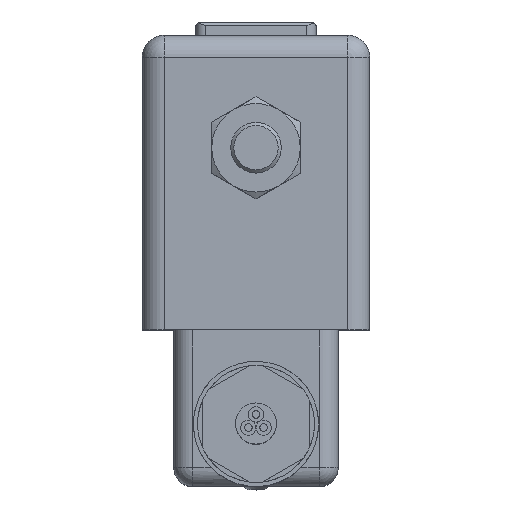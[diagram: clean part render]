
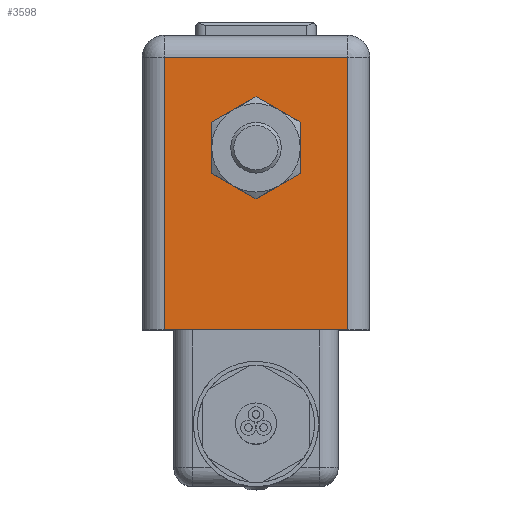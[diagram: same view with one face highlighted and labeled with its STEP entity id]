
A CAD part, top view. The second image highlights one B-rep face of the part: STEP entity #3598.
In plain terms, the highlighted planar face has unit normal (0, 0, 1).
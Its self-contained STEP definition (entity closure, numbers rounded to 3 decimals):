
#210=FACE_BOUND('',#746,.T.);
#488=FACE_OUTER_BOUND('',#745,.T.);
#745=EDGE_LOOP('',(#2410,#2411,#2412,#2413));
#746=EDGE_LOOP('',(#2414,#2415,#2416,#2417,#2418,#2419));
#1012=LINE('',#5427,#1217);
#1013=LINE('',#5429,#1218);
#1014=LINE('',#5431,#1219);
#1015=LINE('',#5432,#1220);
#1016=LINE('',#5435,#1221);
#1017=LINE('',#5437,#1222);
#1018=LINE('',#5439,#1223);
#1019=LINE('',#5441,#1224);
#1020=LINE('',#5443,#1225);
#1021=LINE('',#5444,#1226);
#1217=VECTOR('',#4334,43.1);
#1218=VECTOR('',#4335,29.);
#1219=VECTOR('',#4336,43.1);
#1220=VECTOR('',#4337,29.);
#1221=VECTOR('',#4338,8.083);
#1222=VECTOR('',#4339,8.083);
#1223=VECTOR('',#4340,8.083);
#1224=VECTOR('',#4341,8.083);
#1225=VECTOR('',#4342,8.083);
#1226=VECTOR('',#4343,8.083);
#1513=VERTEX_POINT('',#5425);
#1514=VERTEX_POINT('',#5426);
#1515=VERTEX_POINT('',#5428);
#1516=VERTEX_POINT('',#5430);
#1517=VERTEX_POINT('',#5433);
#1518=VERTEX_POINT('',#5434);
#1519=VERTEX_POINT('',#5436);
#1520=VERTEX_POINT('',#5438);
#1521=VERTEX_POINT('',#5440);
#1522=VERTEX_POINT('',#5442);
#1853=EDGE_CURVE('',#1513,#1514,#1012,.T.);
#1854=EDGE_CURVE('',#1513,#1515,#1013,.T.);
#1855=EDGE_CURVE('',#1516,#1515,#1014,.T.);
#1856=EDGE_CURVE('',#1514,#1516,#1015,.T.);
#1857=EDGE_CURVE('',#1517,#1518,#1016,.T.);
#1858=EDGE_CURVE('',#1519,#1517,#1017,.T.);
#1859=EDGE_CURVE('',#1520,#1519,#1018,.T.);
#1860=EDGE_CURVE('',#1521,#1520,#1019,.T.);
#1861=EDGE_CURVE('',#1522,#1521,#1020,.T.);
#1862=EDGE_CURVE('',#1518,#1522,#1021,.T.);
#2410=ORIENTED_EDGE('',*,*,#1853,.F.);
#2411=ORIENTED_EDGE('',*,*,#1854,.T.);
#2412=ORIENTED_EDGE('',*,*,#1855,.F.);
#2413=ORIENTED_EDGE('',*,*,#1856,.F.);
#2414=ORIENTED_EDGE('',*,*,#1857,.F.);
#2415=ORIENTED_EDGE('',*,*,#1858,.F.);
#2416=ORIENTED_EDGE('',*,*,#1859,.F.);
#2417=ORIENTED_EDGE('',*,*,#1860,.F.);
#2418=ORIENTED_EDGE('',*,*,#1861,.F.);
#2419=ORIENTED_EDGE('',*,*,#1862,.F.);
#3495=PLANE('',#3861);
#3598=ADVANCED_FACE('',(#488,#210),#3495,.T.);
#3861=AXIS2_PLACEMENT_3D('',#5424,#4332,#4333);
#4332=DIRECTION('center_axis',(0.,0.,1.));
#4333=DIRECTION('ref_axis',(1.,0.,0.));
#4334=DIRECTION('',(0.,1.,0.));
#4335=DIRECTION('',(1.,0.,0.));
#4336=DIRECTION('',(0.,-1.,0.));
#4337=DIRECTION('',(1.,0.,0.));
#4338=DIRECTION('',(0.866,-0.5,0.));
#4339=DIRECTION('',(0.,-1.,0.));
#4340=DIRECTION('',(-0.866,-0.5,0.));
#4341=DIRECTION('',(-0.866,0.5,0.));
#4342=DIRECTION('',(0.,1.,0.));
#4343=DIRECTION('',(0.866,0.5,0.));
#5424=CARTESIAN_POINT('Origin',(0.,-2.7,67.675));
#5425=CARTESIAN_POINT('',(-14.5,-28.8,67.675));
#5426=CARTESIAN_POINT('',(-14.5,14.3,67.675));
#5427=CARTESIAN_POINT('',(-14.5,-12.95,67.675));
#5428=CARTESIAN_POINT('',(14.5,-28.8,67.675));
#5429=CARTESIAN_POINT('',(-18.,-28.8,67.675));
#5430=CARTESIAN_POINT('',(14.5,14.3,67.675));
#5431=CARTESIAN_POINT('',(14.5,7.55,67.675));
#5432=CARTESIAN_POINT('',(-9.,14.3,67.675));
#5433=CARTESIAN_POINT('',(-7.,-4.041,67.675));
#5434=CARTESIAN_POINT('',(0.,-8.083,67.675));
#5435=CARTESIAN_POINT('',(-2.915,-6.4,67.675));
#5436=CARTESIAN_POINT('',(-7.,4.041,67.675));
#5437=CARTESIAN_POINT('',(-7.,0.671,67.675));
#5438=CARTESIAN_POINT('',(0.,8.083,67.675));
#5439=CARTESIAN_POINT('',(-2.335,6.735,67.675));
#5440=CARTESIAN_POINT('',(7.,4.041,67.675));
#5441=CARTESIAN_POINT('',(5.835,4.714,67.675));
#5442=CARTESIAN_POINT('',(7.,-4.041,67.675));
#5443=CARTESIAN_POINT('',(7.,-3.371,67.675));
#5444=CARTESIAN_POINT('',(1.165,-7.41,67.675));
